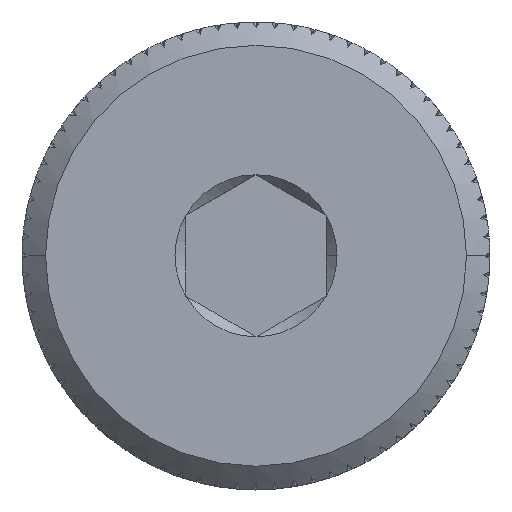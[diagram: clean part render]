
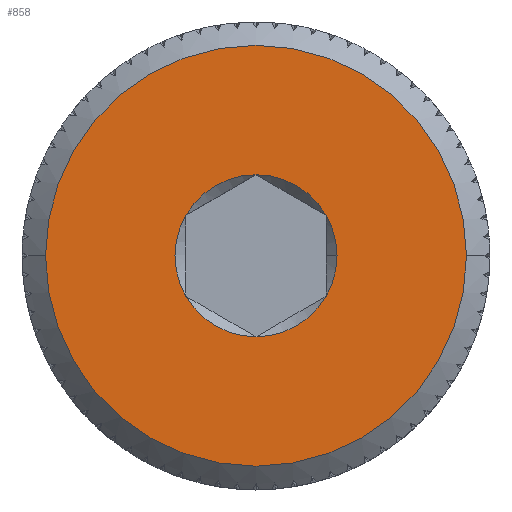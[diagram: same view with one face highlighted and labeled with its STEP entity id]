
A CAD part, top view. The second image highlights one B-rep face of the part: STEP entity #858.
In plain terms, the highlighted planar face has unit normal (0, 0, 1).
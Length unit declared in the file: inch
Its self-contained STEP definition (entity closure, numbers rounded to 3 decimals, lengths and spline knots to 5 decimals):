
#153 = EDGE_LOOP ( 'NONE', ( #6471, #10061, #5253, #4241, #2622, #8787, #3686 ) ) ;
#288 = DIRECTION ( 'NONE',  ( 1., 0., 0. ) ) ;
#388 = EDGE_CURVE ( 'NONE', #10703, #9558, #9130, .T. ) ;
#552 = DIRECTION ( 'NONE',  ( 0., 0., 1. ) ) ;
#555 = CIRCLE ( 'NONE', #11941, 0.05413 ) ;
#808 = AXIS2_PLACEMENT_3D ( 'NONE', #3147, #3978, #11509 ) ;
#858 = ADVANCED_FACE ( 'NONE', ( #11176, #4289 ), #6993, .F. ) ;
#1322 = CARTESIAN_POINT ( 'NONE',  ( 0., 0., 0.67187 ) ) ;
#1354 = CARTESIAN_POINT ( 'NONE',  ( 0.04687, -0.02706, 0.67187 ) ) ;
#1487 = DIRECTION ( 'NONE',  ( 1., 0., 0. ) ) ;
#1518 = CIRCLE ( 'NONE', #11481, 0.05413 ) ;
#1541 = CARTESIAN_POINT ( 'NONE',  ( 0., 0., 0.67187 ) ) ;
#1553 = EDGE_CURVE ( 'NONE', #9558, #11269, #2543, .T. ) ;
#1749 = DIRECTION ( 'NONE',  ( 1., 0., 0. ) ) ;
#1751 = CARTESIAN_POINT ( 'NONE',  ( 0., 0., 0.67187 ) ) ;
#2049 = AXIS2_PLACEMENT_3D ( 'NONE', #1751, #6309, #3434 ) ;
#2161 = DIRECTION ( 'NONE',  ( 0., 0., 1. ) ) ;
#2221 = VERTEX_POINT ( 'NONE', #8237 ) ;
#2224 = DIRECTION ( 'NONE',  ( 0., 0., 1. ) ) ;
#2443 = CARTESIAN_POINT ( 'NONE',  ( 0.05413, 0., 0.67187 ) ) ;
#2543 = CIRCLE ( 'NONE', #5816, 0.05413 ) ;
#2622 = ORIENTED_EDGE ( 'NONE', *, *, #8617, .F. ) ;
#3008 = VERTEX_POINT ( 'NONE', #10925 ) ;
#3032 = VERTEX_POINT ( 'NONE', #3538 ) ;
#3147 = CARTESIAN_POINT ( 'NONE',  ( 0., 0.14063, 0.67187 ) ) ;
#3434 = DIRECTION ( 'NONE',  ( 1., 0., 0. ) ) ;
#3534 = ORIENTED_EDGE ( 'NONE', *, *, #4905, .T. ) ;
#3538 = CARTESIAN_POINT ( 'NONE',  ( 0.14063, 0., 0.67187 ) ) ;
#3686 = ORIENTED_EDGE ( 'NONE', *, *, #1553, .F. ) ;
#3877 = CARTESIAN_POINT ( 'NONE',  ( 0., -0.05413, 0.67187 ) ) ;
#3929 = CIRCLE ( 'NONE', #8613, 0.05413 ) ;
#3978 = DIRECTION ( 'NONE',  ( 0., 0., -1. ) ) ;
#3981 = VERTEX_POINT ( 'NONE', #8654 ) ;
#4006 = CIRCLE ( 'NONE', #9922, 0.14063 ) ;
#4120 = CARTESIAN_POINT ( 'NONE',  ( 0., 0., 0.67187 ) ) ;
#4241 = ORIENTED_EDGE ( 'NONE', *, *, #5789, .F. ) ;
#4289 = FACE_OUTER_BOUND ( 'NONE', #7597, .T. ) ;
#4489 = CARTESIAN_POINT ( 'NONE',  ( 0., 0., 0.67187 ) ) ;
#4568 = VERTEX_POINT ( 'NONE', #1354 ) ;
#4684 = EDGE_CURVE ( 'NONE', #2221, #3981, #3929, .T. ) ;
#4905 = EDGE_CURVE ( 'NONE', #3032, #3008, #11378, .T. ) ;
#5253 = ORIENTED_EDGE ( 'NONE', *, *, #4684, .F. ) ;
#5470 = DIRECTION ( 'NONE',  ( 1., 0., 0. ) ) ;
#5490 = CARTESIAN_POINT ( 'NONE',  ( -0.04688, -0.02706, 0.67187 ) ) ;
#5594 = CARTESIAN_POINT ( 'NONE',  ( 0., 0., 0.67187 ) ) ;
#5744 = EDGE_CURVE ( 'NONE', #11269, #4568, #555, .T. ) ;
#5789 = EDGE_CURVE ( 'NONE', #7890, #2221, #7279, .T. ) ;
#5816 = AXIS2_PLACEMENT_3D ( 'NONE', #4120, #2161, #6013 ) ;
#6013 = DIRECTION ( 'NONE',  ( 1., 0., 0. ) ) ;
#6116 = DIRECTION ( 'NONE',  ( 0., 0., 1. ) ) ;
#6309 = DIRECTION ( 'NONE',  ( 0., 0., 1. ) ) ;
#6471 = ORIENTED_EDGE ( 'NONE', *, *, #388, .F. ) ;
#6691 = EDGE_CURVE ( 'NONE', #3981, #10703, #10905, .T. ) ;
#6770 = CARTESIAN_POINT ( 'NONE',  ( 0., 0., 0.67187 ) ) ;
#6993 = PLANE ( 'NONE',  #808 ) ;
#7014 = AXIS2_PLACEMENT_3D ( 'NONE', #11951, #10050, #1749 ) ;
#7279 = CIRCLE ( 'NONE', #2049, 0.05413 ) ;
#7597 = EDGE_LOOP ( 'NONE', ( #11556, #3534 ) ) ;
#7890 = VERTEX_POINT ( 'NONE', #2443 ) ;
#8121 = DIRECTION ( 'NONE',  ( 1., 0., 0. ) ) ;
#8237 = CARTESIAN_POINT ( 'NONE',  ( 0.04687, 0.02706, 0.67187 ) ) ;
#8323 = AXIS2_PLACEMENT_3D ( 'NONE', #1322, #2224, #11635 ) ;
#8385 = DIRECTION ( 'NONE',  ( 1., 0., 0. ) ) ;
#8613 = AXIS2_PLACEMENT_3D ( 'NONE', #9090, #552, #1487 ) ;
#8617 = EDGE_CURVE ( 'NONE', #4568, #7890, #1518, .T. ) ;
#8654 = CARTESIAN_POINT ( 'NONE',  ( 0., 0.05413, 0.67187 ) ) ;
#8739 = DIRECTION ( 'NONE',  ( 0., 0., 1. ) ) ;
#8787 = ORIENTED_EDGE ( 'NONE', *, *, #5744, .F. ) ;
#9090 = CARTESIAN_POINT ( 'NONE',  ( 0., 0., 0.67187 ) ) ;
#9130 = CIRCLE ( 'NONE', #7014, 0.05413 ) ;
#9328 = EDGE_CURVE ( 'NONE', #3008, #3032, #4006, .T. ) ;
#9558 = VERTEX_POINT ( 'NONE', #5490 ) ;
#9616 = CARTESIAN_POINT ( 'NONE',  ( -0.04688, 0.02706, 0.67187 ) ) ;
#9922 = AXIS2_PLACEMENT_3D ( 'NONE', #1541, #6116, #8121 ) ;
#10050 = DIRECTION ( 'NONE',  ( 0., 0., 1. ) ) ;
#10061 = ORIENTED_EDGE ( 'NONE', *, *, #6691, .F. ) ;
#10326 = DIRECTION ( 'NONE',  ( 0., 0., 1. ) ) ;
#10476 = AXIS2_PLACEMENT_3D ( 'NONE', #5594, #10326, #8385 ) ;
#10703 = VERTEX_POINT ( 'NONE', #9616 ) ;
#10905 = CIRCLE ( 'NONE', #8323, 0.05413 ) ;
#10925 = CARTESIAN_POINT ( 'NONE',  ( -0.14063, 0., 0.67187 ) ) ;
#11068 = DIRECTION ( 'NONE',  ( 0., 0., 1. ) ) ;
#11176 = FACE_BOUND ( 'NONE', #153, .T. ) ;
#11269 = VERTEX_POINT ( 'NONE', #3877 ) ;
#11378 = CIRCLE ( 'NONE', #10476, 0.14063 ) ;
#11481 = AXIS2_PLACEMENT_3D ( 'NONE', #6770, #8739, #288 ) ;
#11509 = DIRECTION ( 'NONE',  ( -1., 0., 0. ) ) ;
#11556 = ORIENTED_EDGE ( 'NONE', *, *, #9328, .T. ) ;
#11635 = DIRECTION ( 'NONE',  ( 1., 0., 0. ) ) ;
#11941 = AXIS2_PLACEMENT_3D ( 'NONE', #4489, #11068, #5470 ) ;
#11951 = CARTESIAN_POINT ( 'NONE',  ( 0., 0., 0.67187 ) ) ;
